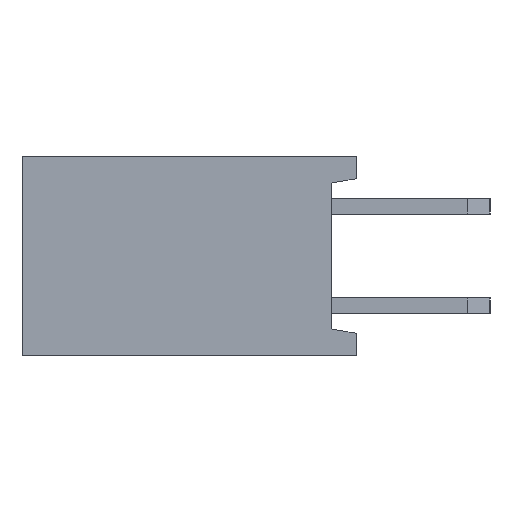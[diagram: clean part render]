
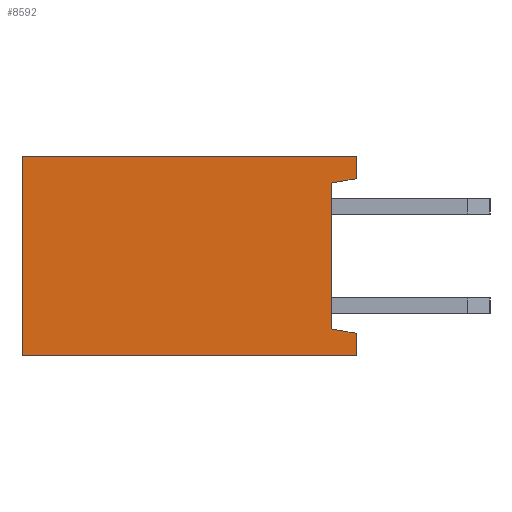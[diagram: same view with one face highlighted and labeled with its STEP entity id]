
A CAD part, left-side view. The second image highlights one B-rep face of the part: STEP entity #8592.
In plain terms, the highlighted planar face has unit normal (-1, 0, 0).
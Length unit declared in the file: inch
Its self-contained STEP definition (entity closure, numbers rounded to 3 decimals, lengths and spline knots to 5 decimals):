
#80 = PLANE ( 'NONE',  #1936 ) ;
#437 = CARTESIAN_POINT ( 'NONE',  ( -1.01, 0., -0.0775 ) ) ;
#499 = FACE_OUTER_BOUND ( 'NONE', #5452, .T. ) ;
#502 = CARTESIAN_POINT ( 'NONE',  ( -1.01, 0.025, -0.07309 ) ) ;
#941 = EDGE_CURVE ( 'NONE', #10343, #1509, #6589, .T. ) ;
#1434 = LINE ( 'NONE', #2394, #10365 ) ;
#1452 = EDGE_CURVE ( 'NONE', #6535, #8988, #1434, .T. ) ;
#1509 = VERTEX_POINT ( 'NONE', #9579 ) ;
#1931 = CARTESIAN_POINT ( 'NONE',  ( -1.01, 0.025, 0.07309 ) ) ;
#1936 = AXIS2_PLACEMENT_3D ( 'NONE', #10307, #7659, #9431 ) ;
#1993 = CARTESIAN_POINT ( 'NONE',  ( -1.01, -2.02988, 0.1 ) ) ;
#2005 = LINE ( 'NONE', #1993, #3633 ) ;
#2007 = ORIENTED_EDGE ( 'NONE', *, *, #4754, .T. ) ;
#2042 = VECTOR ( 'NONE', #4097, 39.37008 ) ;
#2346 = CARTESIAN_POINT ( 'NONE',  ( -1.01, 0.335, -0.1 ) ) ;
#2394 = CARTESIAN_POINT ( 'NONE',  ( -1.01, 0., -0.1 ) ) ;
#2829 = LINE ( 'NONE', #1931, #4849 ) ;
#2862 = CARTESIAN_POINT ( 'NONE',  ( -1.01, 0., -0.1 ) ) ;
#3039 = CARTESIAN_POINT ( 'NONE',  ( -1.01, 0.025, 0.07309 ) ) ;
#3633 = VECTOR ( 'NONE', #8907, 39.37008 ) ;
#3750 = DIRECTION ( 'NONE',  ( 0., -0.985, 0.174 ) ) ;
#4000 = EDGE_CURVE ( 'NONE', #8988, #10343, #9331, .T. ) ;
#4097 = DIRECTION ( 'NONE',  ( 0., 0.985, 0.174 ) ) ;
#4175 = CARTESIAN_POINT ( 'NONE',  ( -1.01, 0., -0.0775 ) ) ;
#4562 = VERTEX_POINT ( 'NONE', #7224 ) ;
#4665 = VERTEX_POINT ( 'NONE', #502 ) ;
#4754 = EDGE_CURVE ( 'NONE', #6535, #4665, #6265, .T. ) ;
#4849 = VECTOR ( 'NONE', #3750, 39.37008 ) ;
#4878 = ORIENTED_EDGE ( 'NONE', *, *, #4000, .F. ) ;
#4953 = ORIENTED_EDGE ( 'NONE', *, *, #5999, .T. ) ;
#5306 = CARTESIAN_POINT ( 'NONE',  ( -1.01, 0., 0.0775 ) ) ;
#5414 = DIRECTION ( 'NONE',  ( 0., 0., 1. ) ) ;
#5452 = EDGE_LOOP ( 'NONE', ( #4953, #6622, #4878, #9270, #2007, #6796, #9306, #8016 ) ) ;
#5646 = EDGE_CURVE ( 'NONE', #4562, #7029, #6366, .T. ) ;
#5666 = CARTESIAN_POINT ( 'NONE',  ( -1.01, -2.02988, -0.1 ) ) ;
#5879 = DIRECTION ( 'NONE',  ( 0., 0., -1. ) ) ;
#5999 = EDGE_CURVE ( 'NONE', #4562, #1509, #2005, .T. ) ;
#6047 = VECTOR ( 'NONE', #9255, 39.37008 ) ;
#6265 = LINE ( 'NONE', #4175, #2042 ) ;
#6366 = LINE ( 'NONE', #11046, #10264 ) ;
#6535 = VERTEX_POINT ( 'NONE', #437 ) ;
#6589 = LINE ( 'NONE', #2346, #6047 ) ;
#6622 = ORIENTED_EDGE ( 'NONE', *, *, #941, .F. ) ;
#6796 = ORIENTED_EDGE ( 'NONE', *, *, #7427, .T. ) ;
#7029 = VERTEX_POINT ( 'NONE', #5306 ) ;
#7224 = CARTESIAN_POINT ( 'NONE',  ( -1.01, 0., 0.1 ) ) ;
#7427 = EDGE_CURVE ( 'NONE', #4665, #10966, #11146, .T. ) ;
#7659 = DIRECTION ( 'NONE',  ( -1., 0., 0. ) ) ;
#7768 = VECTOR ( 'NONE', #5414, 39.37008 ) ;
#8016 = ORIENTED_EDGE ( 'NONE', *, *, #5646, .F. ) ;
#8147 = CARTESIAN_POINT ( 'NONE',  ( -1.01, 0.335, -0.1 ) ) ;
#8592 = ADVANCED_FACE ( 'NONE', ( #499 ), #80, .T. ) ;
#8907 = DIRECTION ( 'NONE',  ( 0., 1., 0. ) ) ;
#8988 = VERTEX_POINT ( 'NONE', #2862 ) ;
#9255 = DIRECTION ( 'NONE',  ( 0., 0., 1. ) ) ;
#9270 = ORIENTED_EDGE ( 'NONE', *, *, #1452, .F. ) ;
#9306 = ORIENTED_EDGE ( 'NONE', *, *, #10182, .T. ) ;
#9331 = LINE ( 'NONE', #5666, #10441 ) ;
#9381 = DIRECTION ( 'NONE',  ( 0., 0., -1. ) ) ;
#9431 = DIRECTION ( 'NONE',  ( 0., 0., 1. ) ) ;
#9579 = CARTESIAN_POINT ( 'NONE',  ( -1.01, 0.335, 0.1 ) ) ;
#10025 = DIRECTION ( 'NONE',  ( 0., 1., 0. ) ) ;
#10182 = EDGE_CURVE ( 'NONE', #10966, #7029, #2829, .T. ) ;
#10264 = VECTOR ( 'NONE', #5879, 39.37008 ) ;
#10307 = CARTESIAN_POINT ( 'NONE',  ( -1.01, -2.02988, -0.1 ) ) ;
#10343 = VERTEX_POINT ( 'NONE', #8147 ) ;
#10365 = VECTOR ( 'NONE', #9381, 39.37008 ) ;
#10441 = VECTOR ( 'NONE', #10025, 39.37008 ) ;
#10899 = CARTESIAN_POINT ( 'NONE',  ( -1.01, 0.025, -0.07309 ) ) ;
#10966 = VERTEX_POINT ( 'NONE', #3039 ) ;
#11046 = CARTESIAN_POINT ( 'NONE',  ( -1.01, 0., -0.1 ) ) ;
#11146 = LINE ( 'NONE', #10899, #7768 ) ;
